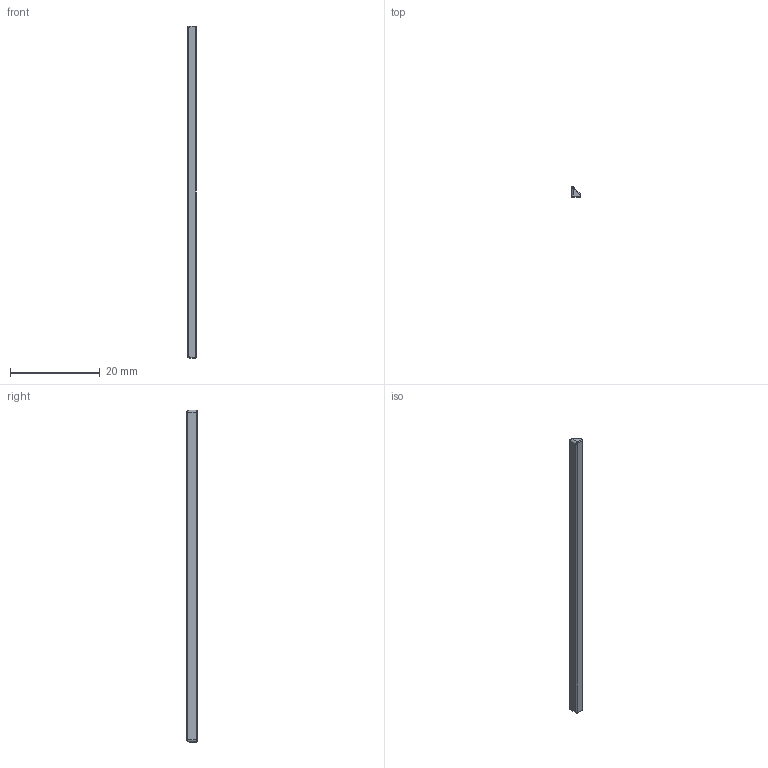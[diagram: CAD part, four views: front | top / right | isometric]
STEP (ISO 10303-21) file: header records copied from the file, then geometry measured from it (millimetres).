
FILE_DESCRIPTION (( 'STEP AP203' ), '1' );
FILE_NAME ('CardWedgeTriangle.STEP', '2019-05-21T06:07:17', ( '' ), ( '' ), 'SwSTEP 2.0', 'SolidWorks 2018', '' );
FILE_SCHEMA (( 'CONFIG_CONTROL_DESIGN' ));
Length unit declared in the file: millimetre
Products named in the file (1): CardWedgeTriangle
Bounding box: 2 x 2.32 x 73.8 mm (x, y, z)
Volume: 230.8 mm3; surface area: 546.8 mm2
Topology: 1 solids, 1 shells, 26 faces, 54 edges, 28 vertices
Faces by surface type: cylinder 12, plane 6, sphere 4, bspline 2, torus 2
Entity records: 787 total; most frequent: CARTESIAN_POINT 177, DIRECTION 122, ORIENTED_EDGE 104, EDGE_CURVE 52, AXIS2_PLACEMENT_3D 49, VERTEX_POINT 28, EDGE_LOOP 26, FACE_OUTER_BOUND 26
